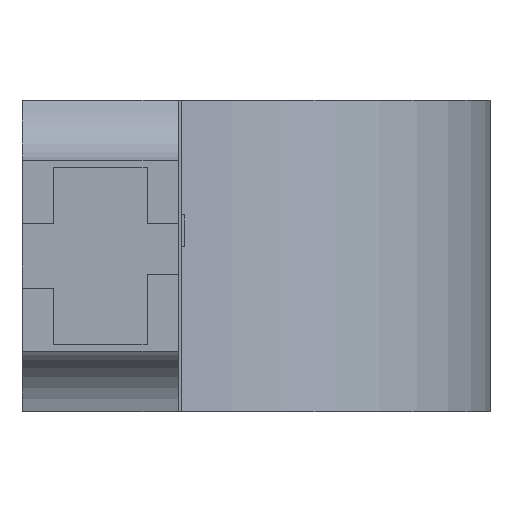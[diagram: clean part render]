
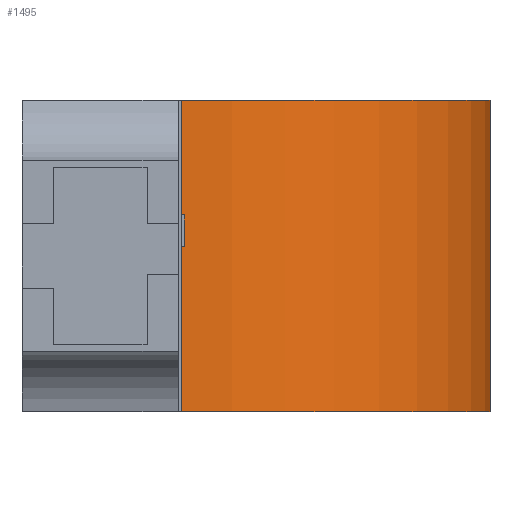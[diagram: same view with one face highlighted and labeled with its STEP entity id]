
A CAD part, left-side view. The second image highlights one B-rep face of the part: STEP entity #1495.
In plain terms, the highlighted cylindrical face has radius 1 mm (diameter 2 mm), a partial arc.
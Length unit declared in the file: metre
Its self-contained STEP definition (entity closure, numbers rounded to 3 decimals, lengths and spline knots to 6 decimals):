
#703 = EDGE_CURVE( '', #1986, #1987, #1988, .T. );
#1211 = EDGE_CURVE( '', #1986, #2780, #2781, .T. );
#1475 = EDGE_CURVE( '', #2780, #3125, #3126, .T. );
#1495 = ADVANCED_FACE( '', ( #3148 ), #3149, .T. );
#1841 = EDGE_CURVE( '', #1987, #3125, #3555, .T. );
#1986 = VERTEX_POINT( '', #3724 );
#1987 = VERTEX_POINT( '', #3725 );
#1988 = CIRCLE( '', #3726, 0.001 );
#2780 = VERTEX_POINT( '', #4853 );
#2781 = LINE( '', #4854, #4855 );
#3125 = VERTEX_POINT( '', #5375 );
#3126 = CIRCLE( '', #5376, 0.001 );
#3148 = FACE_OUTER_BOUND( '', #5409, .T. );
#3149 = CYLINDRICAL_SURFACE( '', #5410, 0.001 );
#3555 = LINE( '', #6035, #6036 );
#3724 = CARTESIAN_POINT( '', ( 0.000997, 0.000231, 0. ) );
#3725 = CARTESIAN_POINT( '', ( -0.001003, 0.000231, 0. ) );
#3726 = AXIS2_PLACEMENT_3D( '', #6136, #6137, #6138 );
#4853 = CARTESIAN_POINT( '', ( 0.000997, 0.000231, 0.001 ) );
#4854 = CARTESIAN_POINT( '', ( 0.000997, 0.000231, 0. ) );
#4855 = VECTOR( '', #7068, 1. );
#5375 = CARTESIAN_POINT( '', ( -0.001003, 0.000231, 0.001 ) );
#5376 = AXIS2_PLACEMENT_3D( '', #7494, #7495, #7496 );
#5409 = EDGE_LOOP( '', ( #7527, #7528, #7529, #7530 ) );
#5410 = AXIS2_PLACEMENT_3D( '', #7531, #7532, #7533 );
#6035 = CARTESIAN_POINT( '', ( -0.001003, 0.000231, 0. ) );
#6036 = VECTOR( '', #8176, 1. );
#6136 = CARTESIAN_POINT( '', ( -0.000003, 0.000231, 0. ) );
#6137 = DIRECTION( '', ( 0., 0., -1. ) );
#6138 = DIRECTION( '', ( 1., 0., 0. ) );
#7068 = DIRECTION( '', ( 0., 0., 1. ) );
#7494 = CARTESIAN_POINT( '', ( -0.000003, 0.000231, 0.001 ) );
#7495 = DIRECTION( '', ( 0., 0., -1. ) );
#7496 = DIRECTION( '', ( 1., 0., 0. ) );
#7527 = ORIENTED_EDGE( '', *, *, #1475, .T. );
#7528 = ORIENTED_EDGE( '', *, *, #1841, .F. );
#7529 = ORIENTED_EDGE( '', *, *, #703, .F. );
#7530 = ORIENTED_EDGE( '', *, *, #1211, .T. );
#7531 = CARTESIAN_POINT( '', ( -0.000003, 0.000231, 0. ) );
#7532 = DIRECTION( '', ( 0., 0., -1. ) );
#7533 = DIRECTION( '', ( 1., 0., 0. ) );
#8176 = DIRECTION( '', ( 0., 0., 1. ) );
